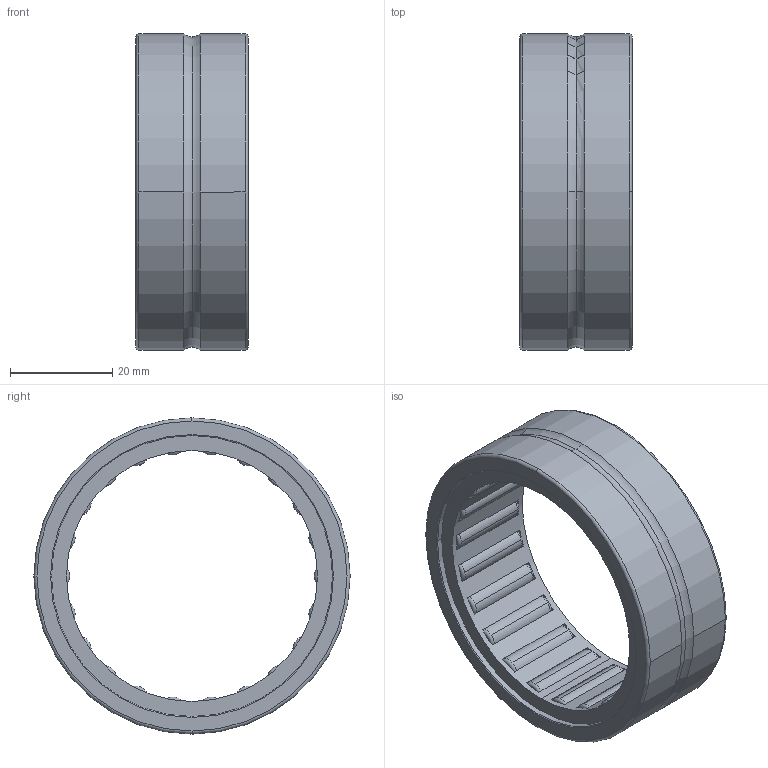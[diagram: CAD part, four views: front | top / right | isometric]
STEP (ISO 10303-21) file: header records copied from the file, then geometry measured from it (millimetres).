
FILE_DESCRIPTION(('STEP AP214'),'1');
FILE_NAME('skf_bearing_rna_4908_2.stp','2024-08-14T02:07:50',('TraceParts'),('TraceParts S.A.'),'Spatial InterOp 3D',' ',' ');
FILE_SCHEMA(('AUTOMOTIVE_DESIGN { 1 0 10303 214 1 1 1 1 }'));
Length unit declared in the file: millimetre
Products named in the file (1): skf_bearing_rna_4908_2_1
Bounding box: 22 x 62 x 62 mm (x, y, z)
Volume: 20624.9 mm3; surface area: 23515.2 mm2
Topology: 3 solids, 3 shells, 394 faces, 1125 edges, 779 vertices
Faces by surface type: torus 152, cylinder 148, plane 94
Entity records: 15210 total; most frequent: CARTESIAN_POINT 4184, DIRECTION 2573, ORIENTED_EDGE 2250, AXIS2_PLACEMENT_3D 1190, EDGE_CURVE 1125, CIRCLE 793, VERTEX_POINT 779, EDGE_LOOP 488
